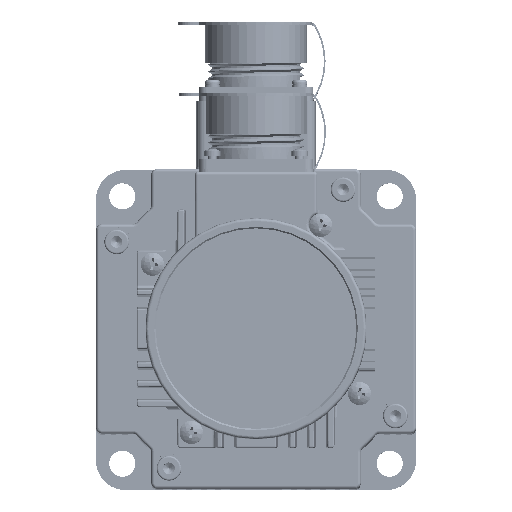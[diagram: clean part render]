
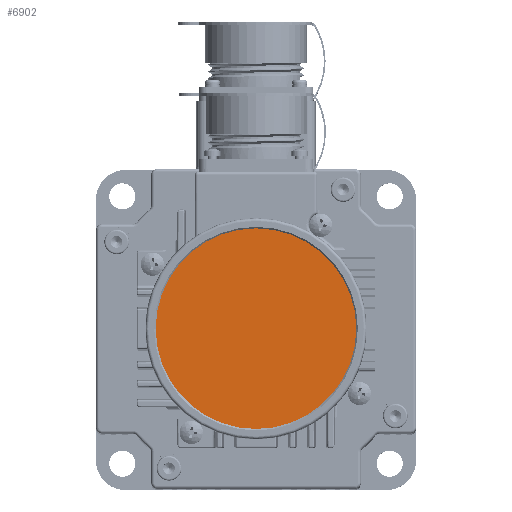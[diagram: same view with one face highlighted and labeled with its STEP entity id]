
A CAD part, top view. The second image highlights one B-rep face of the part: STEP entity #6902.
In plain terms, the highlighted planar face has unit normal (0, 0, 1).
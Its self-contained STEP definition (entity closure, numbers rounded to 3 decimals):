
#3885 = CARTESIAN_POINT ( 'NONE',  ( 34.5, 0., 50.5 ) ) ;
#4959 = AXIS2_PLACEMENT_3D ( 'NONE', #32111, #6413, #14457 ) ;
#6413 = DIRECTION ( 'NONE',  ( 0., 0., 1. ) ) ;
#6902 = ADVANCED_FACE ( 'NONE', ( #94225 ), #10536, .T. ) ;
#7277 = VERTEX_POINT ( 'NONE', #3885 ) ;
#10536 = PLANE ( 'NONE',  #109531 ) ;
#11289 = CARTESIAN_POINT ( 'NONE',  ( 0., 0., 50.5 ) ) ;
#12077 = EDGE_LOOP ( 'NONE', ( #105919, #110192 ) ) ;
#14457 = DIRECTION ( 'NONE',  ( 1., 0., 0. ) ) ;
#17988 = AXIS2_PLACEMENT_3D ( 'NONE', #33385, #110359, #57902 ) ;
#18011 = VERTEX_POINT ( 'NONE', #74099 ) ;
#32111 = CARTESIAN_POINT ( 'NONE',  ( 0., 0., 50.5 ) ) ;
#33385 = CARTESIAN_POINT ( 'NONE',  ( 0., 0., 50.5 ) ) ;
#41926 = EDGE_CURVE ( 'NONE', #7277, #18011, #91524, .T. ) ;
#57902 = DIRECTION ( 'NONE',  ( 1., 0., 0. ) ) ;
#67544 = DIRECTION ( 'NONE',  ( 0., 0., 1. ) ) ;
#72104 = CIRCLE ( 'NONE', #17988, 34.5 ) ;
#74099 = CARTESIAN_POINT ( 'NONE',  ( -34.5, 0., 50.5 ) ) ;
#76035 = DIRECTION ( 'NONE',  ( 1., 0., 0. ) ) ;
#91524 = CIRCLE ( 'NONE', #4959, 34.5 ) ;
#94225 = FACE_OUTER_BOUND ( 'NONE', #12077, .T. ) ;
#102912 = EDGE_CURVE ( 'NONE', #18011, #7277, #72104, .T. ) ;
#105919 = ORIENTED_EDGE ( 'NONE', *, *, #41926, .T. ) ;
#109531 = AXIS2_PLACEMENT_3D ( 'NONE', #11289, #67544, #76035 ) ;
#110192 = ORIENTED_EDGE ( 'NONE', *, *, #102912, .T. ) ;
#110359 = DIRECTION ( 'NONE',  ( 0., 0., 1. ) ) ;
